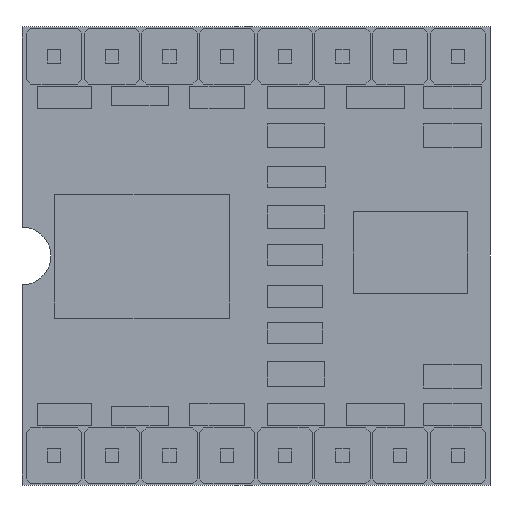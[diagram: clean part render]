
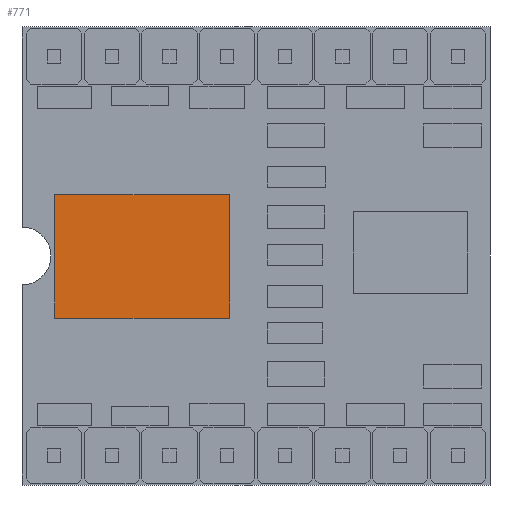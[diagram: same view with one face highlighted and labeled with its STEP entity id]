
A CAD part, front view. The second image highlights one B-rep face of the part: STEP entity #771.
In plain terms, the highlighted planar face has unit normal (0, -1, 0).
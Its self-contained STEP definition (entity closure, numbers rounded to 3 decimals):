
#391 = VECTOR ( 'NONE', #11773, 1000. ) ;
#518 = VECTOR ( 'NONE', #4625, 1000. ) ;
#700 = ORIENTED_EDGE ( 'NONE', *, *, #5388, .T. ) ;
#766 = ORIENTED_EDGE ( 'NONE', *, *, #12939, .T. ) ;
#771 = ADVANCED_FACE ( 'NONE', ( #13331 ), #12214, .T. ) ;
#1307 = DIRECTION ( 'NONE',  ( 0., 0., -1. ) ) ;
#2393 = CARTESIAN_POINT ( 'NONE',  ( 1.468, -2.1, 2.768 ) ) ;
#2505 = ORIENTED_EDGE ( 'NONE', *, *, #7188, .T. ) ;
#3228 = LINE ( 'NONE', #12928, #518 ) ;
#3313 = LINE ( 'NONE', #2393, #391 ) ;
#4197 = CARTESIAN_POINT ( 'NONE',  ( 1.468, -2.1, 2.768 ) ) ;
#4500 = ORIENTED_EDGE ( 'NONE', *, *, #4563, .T. ) ;
#4563 = EDGE_CURVE ( 'NONE', #4590, #13707, #3313, .T. ) ;
#4590 = VERTEX_POINT ( 'NONE', #17199 ) ;
#4625 = DIRECTION ( 'NONE',  ( 0., 0., 1. ) ) ;
#5388 = EDGE_CURVE ( 'NONE', #11652, #4590, #6263, .T. ) ;
#6263 = LINE ( 'NONE', #4197, #17364 ) ;
#6691 = CARTESIAN_POINT ( 'NONE',  ( 0., -2.1, 0. ) ) ;
#7019 = VECTOR ( 'NONE', #14928, 1000. ) ;
#7188 = EDGE_CURVE ( 'NONE', #13707, #11600, #17266, .T. ) ;
#8100 = DIRECTION ( 'NONE',  ( 0., -1., 0. ) ) ;
#10015 = AXIS2_PLACEMENT_3D ( 'NONE', #6691, #8100, #1307 ) ;
#11600 = VERTEX_POINT ( 'NONE', #13686 ) ;
#11652 = VERTEX_POINT ( 'NONE', #12385 ) ;
#11773 = DIRECTION ( 'NONE',  ( 0., 0., -1. ) ) ;
#12214 = PLANE ( 'NONE',  #10015 ) ;
#12227 = DIRECTION ( 'NONE',  ( -1., 0., 0. ) ) ;
#12385 = CARTESIAN_POINT ( 'NONE',  ( 9.357, -2.1, 2.768 ) ) ;
#12928 = CARTESIAN_POINT ( 'NONE',  ( 9.357, -2.1, 2.768 ) ) ;
#12939 = EDGE_CURVE ( 'NONE', #11600, #11652, #3228, .T. ) ;
#13331 = FACE_OUTER_BOUND ( 'NONE', #13454, .T. ) ;
#13454 = EDGE_LOOP ( 'NONE', ( #4500, #2505, #766, #700 ) ) ;
#13533 = CARTESIAN_POINT ( 'NONE',  ( 1.468, -2.1, -2.798 ) ) ;
#13686 = CARTESIAN_POINT ( 'NONE',  ( 9.357, -2.1, -2.798 ) ) ;
#13707 = VERTEX_POINT ( 'NONE', #13533 ) ;
#14813 = CARTESIAN_POINT ( 'NONE',  ( 1.468, -2.1, -2.798 ) ) ;
#14928 = DIRECTION ( 'NONE',  ( 1., 0., 0. ) ) ;
#17199 = CARTESIAN_POINT ( 'NONE',  ( 1.468, -2.1, 2.768 ) ) ;
#17266 = LINE ( 'NONE', #14813, #7019 ) ;
#17364 = VECTOR ( 'NONE', #12227, 1000. ) ;
